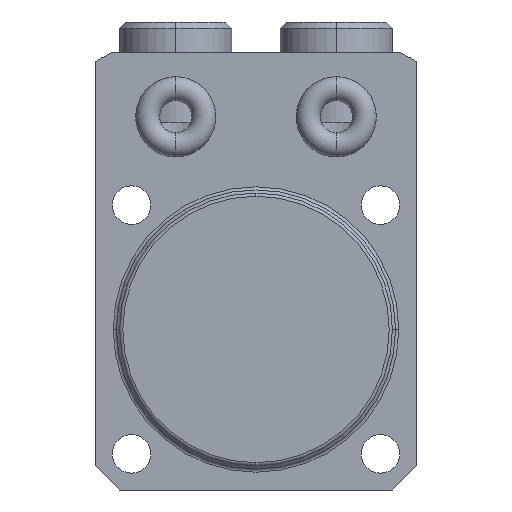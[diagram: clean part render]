
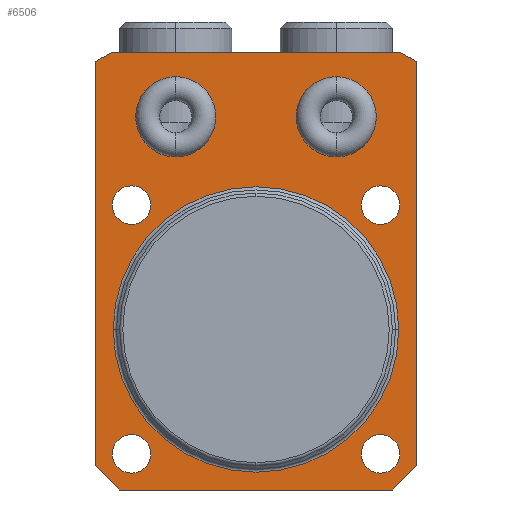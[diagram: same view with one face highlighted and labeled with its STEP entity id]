
A CAD part, front view. The second image highlights one B-rep face of the part: STEP entity #6506.
In plain terms, the highlighted planar face has unit normal (0, -1, 0).
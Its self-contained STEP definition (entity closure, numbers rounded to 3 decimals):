
#1990=CARTESIAN_POINT('',(0.,0.,0.));
#1991=DIRECTION('',(0.,1.,0.));
#1992=DIRECTION('',(1.,0.,0.));
#1993=AXIS2_PLACEMENT_3D('',#1990,#1991,#1992);
#1998=CARTESIAN_POINT('',(0.,0.,0.));
#1999=DIRECTION('',(0.,1.,0.));
#2000=DIRECTION('',(-1.,0.,0.));
#2001=AXIS2_PLACEMENT_3D('',#1998,#1999,#2000);
#2006=DIRECTION('',(0.707,0.,0.707));
#2007=VECTOR('',#2006,4.243);
#2008=CARTESIAN_POINT('',(17.,0.,-20.));
#2009=LINE('',#2008,#2007);
#2013=DIRECTION('',(1.,0.,0.));
#2014=VECTOR('',#2013,34.);
#2015=CARTESIAN_POINT('',(-17.,0.,-20.));
#2016=LINE('',#2015,#2014);
#2020=DIRECTION('',(0.707,0.,-0.707));
#2021=VECTOR('',#2020,4.243);
#2022=CARTESIAN_POINT('',(-20.,0.,-17.));
#2023=LINE('',#2022,#2021);
#2027=DIRECTION('',(0.,0.,-1.));
#2028=VECTOR('',#2027,50.359);
#2029=CARTESIAN_POINT('',(-20.,0.,33.359));
#2030=LINE('',#2029,#2028);
#2034=DIRECTION('',(-1.,0.,0.));
#2035=VECTOR('',#2034,35.921);
#2036=CARTESIAN_POINT('',(17.96,0.,34.5));
#2037=LINE('',#2036,#2035);
#2041=DIRECTION('',(0.,0.,1.));
#2042=VECTOR('',#2041,50.359);
#2043=CARTESIAN_POINT('',(20.,0.,-17.));
#2044=LINE('',#2043,#2042);
#2048=CARTESIAN_POINT('',(15.5,0.,-15.5));
#2049=DIRECTION('',(0.,1.,0.));
#2050=DIRECTION('',(1.,0.,0.));
#2051=AXIS2_PLACEMENT_3D('',#2048,#2049,#2050);
#2056=CARTESIAN_POINT('',(15.5,0.,-15.5));
#2057=DIRECTION('',(0.,1.,0.));
#2058=DIRECTION('',(-1.,0.,0.));
#2059=AXIS2_PLACEMENT_3D('',#2056,#2057,#2058);
#2064=CARTESIAN_POINT('',(-15.5,0.,-15.5));
#2065=DIRECTION('',(0.,1.,0.));
#2066=DIRECTION('',(1.,0.,0.));
#2067=AXIS2_PLACEMENT_3D('',#2064,#2065,#2066);
#2072=CARTESIAN_POINT('',(-15.5,0.,-15.5));
#2073=DIRECTION('',(0.,1.,0.));
#2074=DIRECTION('',(-1.,0.,0.));
#2075=AXIS2_PLACEMENT_3D('',#2072,#2073,#2074);
#2080=CARTESIAN_POINT('',(-15.5,0.,15.5));
#2081=DIRECTION('',(0.,1.,0.));
#2082=DIRECTION('',(1.,0.,0.));
#2083=AXIS2_PLACEMENT_3D('',#2080,#2081,#2082);
#2088=CARTESIAN_POINT('',(-15.5,0.,15.5));
#2089=DIRECTION('',(0.,1.,0.));
#2090=DIRECTION('',(-1.,0.,0.));
#2091=AXIS2_PLACEMENT_3D('',#2088,#2089,#2090);
#2096=CARTESIAN_POINT('',(15.5,0.,15.5));
#2097=DIRECTION('',(0.,1.,0.));
#2098=DIRECTION('',(1.,0.,0.));
#2099=AXIS2_PLACEMENT_3D('',#2096,#2097,#2098);
#2104=CARTESIAN_POINT('',(15.5,0.,15.5));
#2105=DIRECTION('',(0.,1.,0.));
#2106=DIRECTION('',(-1.,0.,0.));
#2107=AXIS2_PLACEMENT_3D('',#2104,#2105,#2106);
#2112=CARTESIAN_POINT('',(10.,0.,26.5));
#2113=DIRECTION('',(0.,-1.,0.));
#2114=DIRECTION('',(-1.,0.,0.));
#2115=AXIS2_PLACEMENT_3D('',#2112,#2113,#2114);
#2120=CARTESIAN_POINT('',(10.,0.,26.5));
#2121=DIRECTION('',(0.,-1.,0.));
#2122=DIRECTION('',(1.,0.,0.));
#2123=AXIS2_PLACEMENT_3D('',#2120,#2121,#2122);
#2128=CARTESIAN_POINT('',(-10.,0.,26.5));
#2129=DIRECTION('',(0.,1.,0.));
#2130=DIRECTION('',(1.,0.,0.));
#2131=AXIS2_PLACEMENT_3D('',#2128,#2129,#2130);
#2136=CARTESIAN_POINT('',(-10.,0.,26.5));
#2137=DIRECTION('',(0.,1.,0.));
#2138=DIRECTION('',(-1.,0.,0.));
#2139=AXIS2_PLACEMENT_3D('',#2136,#2137,#2138);
#2609=CARTESIAN_POINT('',(0.,0.,0.));
#2610=DIRECTION('',(0.,-1.,0.));
#2611=DIRECTION('',(0.514,0.,0.858));
#2612=AXIS2_PLACEMENT_3D('',#2609,#2610,#2611);
#2640=CARTESIAN_POINT('',(0.,0.,0.));
#2641=DIRECTION('',(0.,-1.,0.));
#2642=DIRECTION('',(-0.462,0.,0.887));
#2643=AXIS2_PLACEMENT_3D('',#2640,#2641,#2642);
#4445=CARTESIAN_POINT('',(17.785,0.,0.));
#4446=CARTESIAN_POINT('',(-17.785,0.,0.));
#4447=VERTEX_POINT('',#4445);
#4448=VERTEX_POINT('',#4446);
#4453=CARTESIAN_POINT('',(17.96,0.,34.5));
#4454=CARTESIAN_POINT('',(-17.96,0.,34.5));
#4455=VERTEX_POINT('',#4453);
#4456=VERTEX_POINT('',#4454);
#4468=CARTESIAN_POINT('',(20.,0.,33.359));
#4470=VERTEX_POINT('',#4468);
#4472=CARTESIAN_POINT('',(-20.,0.,33.359));
#4474=VERTEX_POINT('',#4472);
#4475=CARTESIAN_POINT('',(17.,0.,-20.));
#4476=CARTESIAN_POINT('',(20.,0.,-17.));
#4477=VERTEX_POINT('',#4475);
#4478=VERTEX_POINT('',#4476);
#4479=CARTESIAN_POINT('',(-20.,0.,-17.));
#4480=CARTESIAN_POINT('',(-17.,0.,-20.));
#4481=VERTEX_POINT('',#4479);
#4482=VERTEX_POINT('',#4480);
#4483=CARTESIAN_POINT('',(17.9,0.,-15.5));
#4484=CARTESIAN_POINT('',(13.1,0.,-15.5));
#4485=VERTEX_POINT('',#4483);
#4486=VERTEX_POINT('',#4484);
#4487=CARTESIAN_POINT('',(-13.1,0.,-15.5));
#4488=CARTESIAN_POINT('',(-17.9,0.,-15.5));
#4489=VERTEX_POINT('',#4487);
#4490=VERTEX_POINT('',#4488);
#4491=CARTESIAN_POINT('',(-13.1,0.,15.5));
#4492=CARTESIAN_POINT('',(-17.9,0.,15.5));
#4493=VERTEX_POINT('',#4491);
#4494=VERTEX_POINT('',#4492);
#4495=CARTESIAN_POINT('',(17.9,0.,15.5));
#4496=CARTESIAN_POINT('',(13.1,0.,15.5));
#4497=VERTEX_POINT('',#4495);
#4498=VERTEX_POINT('',#4496);
#4635=CARTESIAN_POINT('',(5.,0.,26.5));
#4636=CARTESIAN_POINT('',(15.,0.,26.5));
#4637=VERTEX_POINT('',#4635);
#4638=VERTEX_POINT('',#4636);
#4655=CARTESIAN_POINT('',(-5.,0.,26.5));
#4656=VERTEX_POINT('',#4655);
#4659=CARTESIAN_POINT('',(-15.,0.,26.5));
#4660=VERTEX_POINT('',#4659);
#6444=CARTESIAN_POINT('',(0.,0.,0.));
#6445=DIRECTION('',(0.,-1.,0.));
#6446=DIRECTION('',(-1.,0.,0.));
#6447=AXIS2_PLACEMENT_3D('',#6444,#6445,#6446);
#6448=PLANE('',#6447);
#6450=ORIENTED_EDGE('',*,*,#6449,.F.);
#6452=ORIENTED_EDGE('',*,*,#6451,.F.);
#6454=ORIENTED_EDGE('',*,*,#6453,.F.);
#6455=ORIENTED_EDGE('',*,*,#6253,.F.);
#6457=ORIENTED_EDGE('',*,*,#6456,.F.);
#6459=ORIENTED_EDGE('',*,*,#6458,.F.);
#6461=ORIENTED_EDGE('',*,*,#6460,.F.);
#6463=ORIENTED_EDGE('',*,*,#6462,.F.);
#6464=EDGE_LOOP('',(#6450,#6452,#6454,#6455,#6457,#6459,#6461,#6463));
#6465=FACE_OUTER_BOUND('',#6464,.F.);
#6467=ORIENTED_EDGE('',*,*,#6466,.F.);
#6469=ORIENTED_EDGE('',*,*,#6468,.F.);
#6470=EDGE_LOOP('',(#6467,#6469));
#6471=FACE_BOUND('',#6470,.F.);
#6473=ORIENTED_EDGE('',*,*,#6472,.F.);
#6475=ORIENTED_EDGE('',*,*,#6474,.F.);
#6476=EDGE_LOOP('',(#6473,#6475));
#6477=FACE_BOUND('',#6476,.F.);
#6478=ORIENTED_EDGE('',*,*,#6424,.F.);
#6479=ORIENTED_EDGE('',*,*,#6438,.F.);
#6480=EDGE_LOOP('',(#6478,#6479));
#6481=FACE_BOUND('',#6480,.F.);
#6483=ORIENTED_EDGE('',*,*,#6482,.F.);
#6485=ORIENTED_EDGE('',*,*,#6484,.F.);
#6486=EDGE_LOOP('',(#6483,#6485));
#6487=FACE_BOUND('',#6486,.F.);
#6489=ORIENTED_EDGE('',*,*,#6488,.F.);
#6491=ORIENTED_EDGE('',*,*,#6490,.F.);
#6492=EDGE_LOOP('',(#6489,#6491));
#6493=FACE_BOUND('',#6492,.F.);
#6495=ORIENTED_EDGE('',*,*,#6494,.T.);
#6497=ORIENTED_EDGE('',*,*,#6496,.T.);
#6498=EDGE_LOOP('',(#6495,#6497));
#6499=FACE_BOUND('',#6498,.F.);
#6501=ORIENTED_EDGE('',*,*,#6500,.F.);
#6503=ORIENTED_EDGE('',*,*,#6502,.F.);
#6504=EDGE_LOOP('',(#6501,#6503));
#6505=FACE_BOUND('',#6504,.F.);
#1994=CIRCLE('',#1993,17.785);
#2002=CIRCLE('',#2001,17.785);
#2052=CIRCLE('',#2051,2.4);
#2060=CIRCLE('',#2059,2.4);
#2068=CIRCLE('',#2067,2.4);
#2076=CIRCLE('',#2075,2.4);
#2084=CIRCLE('',#2083,2.4);
#2092=CIRCLE('',#2091,2.4);
#2100=CIRCLE('',#2099,2.4);
#2108=CIRCLE('',#2107,2.4);
#2116=CIRCLE('',#2115,5.);
#2124=CIRCLE('',#2123,5.);
#2132=CIRCLE('',#2131,5.);
#2140=CIRCLE('',#2139,5.);
#2613=CIRCLE('',#2612,38.895);
#2644=CIRCLE('',#2643,38.895);
#6253=EDGE_CURVE('',#4474,#4481,#2030,.T.);
#6424=EDGE_CURVE('',#4489,#4490,#2068,.T.);
#6438=EDGE_CURVE('',#4490,#4489,#2076,.T.);
#6449=EDGE_CURVE('',#4477,#4478,#2009,.T.);
#6451=EDGE_CURVE('',#4482,#4477,#2016,.T.);
#6453=EDGE_CURVE('',#4481,#4482,#2023,.T.);
#6456=EDGE_CURVE('',#4456,#4474,#2644,.T.);
#6458=EDGE_CURVE('',#4455,#4456,#2037,.T.);
#6460=EDGE_CURVE('',#4470,#4455,#2613,.T.);
#6462=EDGE_CURVE('',#4478,#4470,#2044,.T.);
#6466=EDGE_CURVE('',#4447,#4448,#1994,.T.);
#6468=EDGE_CURVE('',#4448,#4447,#2002,.T.);
#6472=EDGE_CURVE('',#4485,#4486,#2052,.T.);
#6474=EDGE_CURVE('',#4486,#4485,#2060,.T.);
#6482=EDGE_CURVE('',#4493,#4494,#2084,.T.);
#6484=EDGE_CURVE('',#4494,#4493,#2092,.T.);
#6488=EDGE_CURVE('',#4497,#4498,#2100,.T.);
#6490=EDGE_CURVE('',#4498,#4497,#2108,.T.);
#6494=EDGE_CURVE('',#4637,#4638,#2116,.T.);
#6496=EDGE_CURVE('',#4638,#4637,#2124,.T.);
#6500=EDGE_CURVE('',#4656,#4660,#2132,.T.);
#6502=EDGE_CURVE('',#4660,#4656,#2140,.T.);
#6506=ADVANCED_FACE('',(#6465,#6471,#6477,#6481,#6487,#6493,#6499,#6505),#6448,
.T.);
